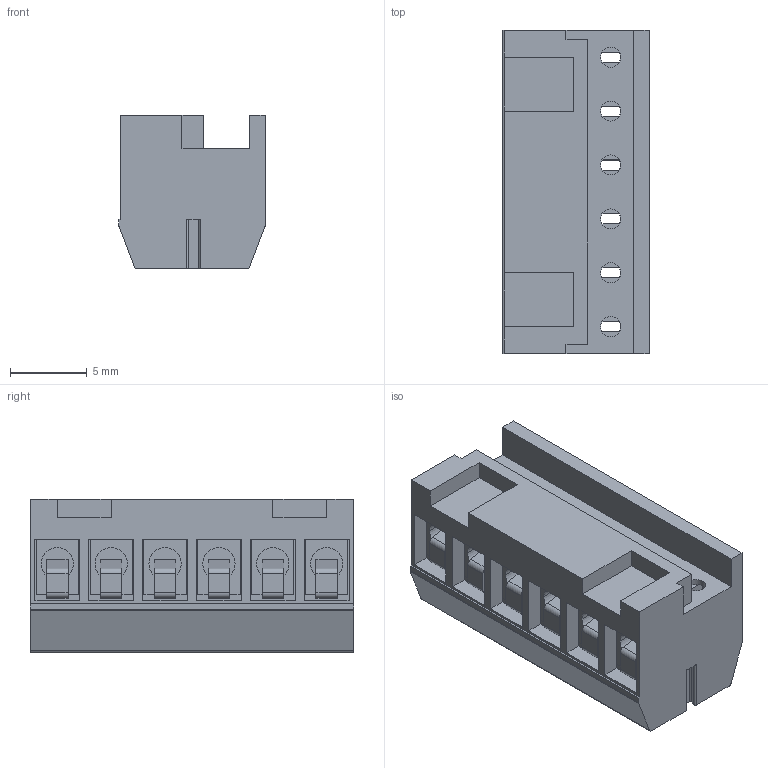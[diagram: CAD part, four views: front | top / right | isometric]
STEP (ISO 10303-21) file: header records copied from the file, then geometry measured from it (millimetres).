
FILE_DESCRIPTION((''),'2;1');
FILE_NAME('0','2024-11-15T14:24:04',('sheji'),(''),'CREO PARAMETRIC BY PTC INC, 2018100','CREO PARAMETRIC BY PTC INC, 2018100','');
FILE_SCHEMA(('CONFIG_CONTROL_DESIGN'));
Length unit declared in the file: millimetre
Products named in the file (1): 0
Bounding box: 9.5 x 21 x 10 mm (x, y, z)
Volume: 1447.9 mm3; surface area: 1740.4 mm2
Topology: 1 solids, 1 shells, 388 faces, 996 edges, 622 vertices
Faces by surface type: plane 232, cylinder 96, cone 24, bspline 18, extrusion 18
Entity records: 12492 total; most frequent: CARTESIAN_POINT 3030, ORIENTED_EDGE 1992, DIRECTION 1880, EDGE_CURVE 996, VECTOR 696, LINE 678, VERTEX_POINT 622, AXIS2_PLACEMENT_3D 592
